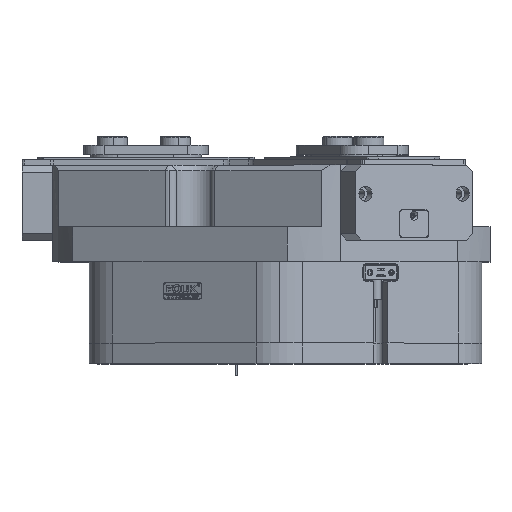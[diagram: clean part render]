
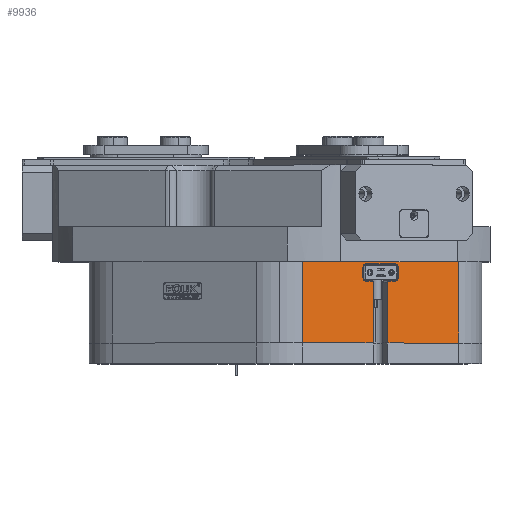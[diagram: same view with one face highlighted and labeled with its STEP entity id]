
A CAD part, top view. The second image highlights one B-rep face of the part: STEP entity #9936.
In plain terms, the highlighted planar face has unit normal (0.5, 0, 0.866).
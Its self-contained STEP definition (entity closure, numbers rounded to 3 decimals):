
#55 = CIRCLE ( 'NONE', #8056, 2.3 ) ;
#469 = ORIENTED_EDGE ( 'NONE', *, *, #46242, .T. ) ;
#917 = DIRECTION ( 'NONE',  ( 0.866, 0., -0.5 ) ) ;
#1652 = CARTESIAN_POINT ( 'NONE',  ( 60.175, 45.2, 129.226 ) ) ;
#2228 = CIRCLE ( 'NONE', #66301, 2.3 ) ;
#2353 = ORIENTED_EDGE ( 'NONE', *, *, #7175, .T. ) ;
#2662 = CARTESIAN_POINT ( 'NONE',  ( 58.183, 55.5, 130.376 ) ) ;
#2702 = CARTESIAN_POINT ( 'NONE',  ( 81.825, 45.2, 116.726 ) ) ;
#3017 = VECTOR ( 'NONE', #60337, 1000. ) ;
#3271 = LINE ( 'NONE', #41893, #25522 ) ;
#3279 = DIRECTION ( 'NONE',  ( 0.5, 0., 0.866 ) ) ;
#3814 = VERTEX_POINT ( 'NONE', #1652 ) ;
#4032 = ORIENTED_EDGE ( 'NONE', *, *, #31802, .T. ) ;
#4312 = VECTOR ( 'NONE', #54186, 1000. ) ;
#5349 = EDGE_CURVE ( 'NONE', #61914, #64889, #5935, .T. ) ;
#5935 = CIRCLE ( 'NONE', #44930, 2.3 ) ;
#6477 = DIRECTION ( 'NONE',  ( -0.866, 0., 0.5 ) ) ;
#6718 = DIRECTION ( 'NONE',  ( 0.866, 0., -0.5 ) ) ;
#6865 = DIRECTION ( 'NONE',  ( 0., 1., 0. ) ) ;
#7175 = EDGE_CURVE ( 'NONE', #11573, #34281, #33377, .T. ) ;
#7576 = PLANE ( 'NONE',  #18588 ) ;
#7692 = VECTOR ( 'NONE', #8779, 1000. ) ;
#8056 = AXIS2_PLACEMENT_3D ( 'NONE', #22717, #38916, #917 ) ;
#8777 = DIRECTION ( 'NONE',  ( -0.866, 0., 0.5 ) ) ;
#8779 = DIRECTION ( 'NONE',  ( 0., -1., 0. ) ) ;
#9008 = DIRECTION ( 'NONE',  ( 0.866, 0., -0.5 ) ) ;
#9355 = CARTESIAN_POINT ( 'NONE',  ( 14., 59.5, 155.885 ) ) ;
#9391 = DIRECTION ( 'NONE',  ( 0., 1., 0. ) ) ;
#9795 = DIRECTION ( 'NONE',  ( 0.866, 0., -0.5 ) ) ;
#9936 = ADVANCED_FACE ( 'NONE', ( #41551 ), #7576, .T. ) ;
#10256 = EDGE_CURVE ( 'NONE', #35073, #37603, #68071, .T. ) ;
#10963 = CARTESIAN_POINT ( 'NONE',  ( 14., 0., 155.885 ) ) ;
#11394 = ORIENTED_EDGE ( 'NONE', *, *, #41004, .T. ) ;
#11573 = VERTEX_POINT ( 'NONE', #30516 ) ;
#11864 = ORIENTED_EDGE ( 'NONE', *, *, #62859, .T. ) ;
#12006 = VECTOR ( 'NONE', #29400, 1000. ) ;
#14979 = CARTESIAN_POINT ( 'NONE',  ( 284., 0., 0. ) ) ;
#15570 = CIRCLE ( 'NONE', #33314, 0.7 ) ;
#15780 = EDGE_LOOP ( 'NONE', ( #70100, #37921, #44245, #4032, #11864, #31946, #62099, #15806, #469, #2353, #65218, #65722, #66133, #23922, #55411, #33689, #31128, #11394 ) ) ;
#15806 = ORIENTED_EDGE ( 'NONE', *, *, #18233, .T. ) ;
#15953 = VERTEX_POINT ( 'NONE', #52610 ) ;
#16631 = CARTESIAN_POINT ( 'NONE',  ( 83.817, 47.5, 115.576 ) ) ;
#17035 = CARTESIAN_POINT ( 'NONE',  ( 81.825, 57.8, 116.726 ) ) ;
#17170 = CARTESIAN_POINT ( 'NONE',  ( 58.183, 55.5, 130.376 ) ) ;
#17692 = CARTESIAN_POINT ( 'NONE',  ( 284., 0., 0. ) ) ;
#18233 = EDGE_CURVE ( 'NONE', #64889, #37350, #34290, .T. ) ;
#18588 = AXIS2_PLACEMENT_3D ( 'NONE', #62102, #57091, #24348 ) ;
#18767 = EDGE_CURVE ( 'NONE', #55475, #61914, #49670, .T. ) ;
#19419 = VECTOR ( 'NONE', #54637, 1000. ) ;
#21994 = DIRECTION ( 'NONE',  ( 0.866, 0., -0.5 ) ) ;
#22271 = LINE ( 'NONE', #68336, #7692 ) ;
#22392 = VECTOR ( 'NONE', #33668, 1000. ) ;
#22717 = CARTESIAN_POINT ( 'NONE',  ( 60.175, 47.5, 129.226 ) ) ;
#22738 = DIRECTION ( 'NONE',  ( 0., -1., 0. ) ) ;
#22893 = VERTEX_POINT ( 'NONE', #56198 ) ;
#23406 = VERTEX_POINT ( 'NONE', #68530 ) ;
#23922 = ORIENTED_EDGE ( 'NONE', *, *, #46475, .T. ) ;
#24348 = DIRECTION ( 'NONE',  ( 0.866, 0., -0.5 ) ) ;
#24496 = VERTEX_POINT ( 'NONE', #10963 ) ;
#24795 = LINE ( 'NONE', #39209, #64948 ) ;
#24829 = EDGE_CURVE ( 'NONE', #39295, #69687, #15570, .T. ) ;
#25522 = VECTOR ( 'NONE', #9391, 1000. ) ;
#25715 = VERTEX_POINT ( 'NONE', #60264 ) ;
#26091 = DIRECTION ( 'NONE',  ( 0.5, 0., 0.866 ) ) ;
#27332 = EDGE_CURVE ( 'NONE', #35073, #15953, #3271, .T. ) ;
#27360 = CARTESIAN_POINT ( 'NONE',  ( 284., 59.5, 0. ) ) ;
#27483 = CARTESIAN_POINT ( 'NONE',  ( 60.175, 55.5, 129.226 ) ) ;
#29165 = CARTESIAN_POINT ( 'NONE',  ( 65.544, 44.5, 126.126 ) ) ;
#29400 = DIRECTION ( 'NONE',  ( -0.866, 0., 0.5 ) ) ;
#29718 = CARTESIAN_POINT ( 'NONE',  ( 128., 0., 90.067 ) ) ;
#30013 = LINE ( 'NONE', #17692, #12006 ) ;
#30516 = CARTESIAN_POINT ( 'NONE',  ( 83.817, 55.5, 115.576 ) ) ;
#31128 = ORIENTED_EDGE ( 'NONE', *, *, #33500, .F. ) ;
#31386 = VERTEX_POINT ( 'NONE', #2702 ) ;
#31761 = VECTOR ( 'NONE', #6718, 1000. ) ;
#31802 = EDGE_CURVE ( 'NONE', #69687, #3814, #24795, .T. ) ;
#31946 = ORIENTED_EDGE ( 'NONE', *, *, #18767, .T. ) ;
#32416 = EDGE_CURVE ( 'NONE', #31386, #22893, #37469, .T. ) ;
#33314 = AXIS2_PLACEMENT_3D ( 'NONE', #63534, #3279, #9008 ) ;
#33377 = LINE ( 'NONE', #16631, #4312 ) ;
#33500 = EDGE_CURVE ( 'NONE', #47688, #15953, #37334, .T. ) ;
#33668 = DIRECTION ( 'NONE',  ( 0., 1., 0. ) ) ;
#33689 = ORIENTED_EDGE ( 'NONE', *, *, #27332, .T. ) ;
#34281 = VERTEX_POINT ( 'NONE', #53555 ) ;
#34290 = LINE ( 'NONE', #17035, #31761 ) ;
#35073 = VERTEX_POINT ( 'NONE', #29718 ) ;
#36046 = CARTESIAN_POINT ( 'NONE',  ( 60.175, 57.8, 129.226 ) ) ;
#36134 = CIRCLE ( 'NONE', #67052, 0.7 ) ;
#36798 = EDGE_CURVE ( 'NONE', #22893, #25715, #36134, .T. ) ;
#37334 = LINE ( 'NONE', #27360, #19419 ) ;
#37350 = VERTEX_POINT ( 'NONE', #48421 ) ;
#37469 = LINE ( 'NONE', #41742, #70040 ) ;
#37603 = VERTEX_POINT ( 'NONE', #39537 ) ;
#37921 = ORIENTED_EDGE ( 'NONE', *, *, #38576, .T. ) ;
#38576 = EDGE_CURVE ( 'NONE', #23406, #39295, #51506, .T. ) ;
#38916 = DIRECTION ( 'NONE',  ( -0.5, 0., -0.866 ) ) ;
#39150 = EDGE_CURVE ( 'NONE', #23406, #24496, #30013, .T. ) ;
#39209 = CARTESIAN_POINT ( 'NONE',  ( 60.175, 45.2, 129.226 ) ) ;
#39295 = VERTEX_POINT ( 'NONE', #62882 ) ;
#39537 = CARTESIAN_POINT ( 'NONE',  ( 76.456, 0., 119.826 ) ) ;
#40825 = AXIS2_PLACEMENT_3D ( 'NONE', #55463, #65954, #66420 ) ;
#40904 = EDGE_CURVE ( 'NONE', #34281, #31386, #2228, .T. ) ;
#41004 = EDGE_CURVE ( 'NONE', #47688, #24496, #70694, .T. ) ;
#41551 = FACE_OUTER_BOUND ( 'NONE', #15780, .T. ) ;
#41742 = CARTESIAN_POINT ( 'NONE',  ( 77.062, 45.2, 119.476 ) ) ;
#41893 = CARTESIAN_POINT ( 'NONE',  ( 128., 754.9, 90.067 ) ) ;
#43011 = CARTESIAN_POINT ( 'NONE',  ( 77.062, 44.5, 119.476 ) ) ;
#44245 = ORIENTED_EDGE ( 'NONE', *, *, #24829, .T. ) ;
#44930 = AXIS2_PLACEMENT_3D ( 'NONE', #27483, #59973, #21994 ) ;
#46242 = EDGE_CURVE ( 'NONE', #37350, #11573, #66775, .T. ) ;
#46475 = EDGE_CURVE ( 'NONE', #25715, #37603, #22271, .T. ) ;
#47688 = VERTEX_POINT ( 'NONE', #9355 ) ;
#48421 = CARTESIAN_POINT ( 'NONE',  ( 81.825, 57.8, 116.726 ) ) ;
#49670 = LINE ( 'NONE', #17170, #55677 ) ;
#51506 = LINE ( 'NONE', #29165, #22392 ) ;
#51783 = CARTESIAN_POINT ( 'NONE',  ( 58.183, 47.5, 130.376 ) ) ;
#52610 = CARTESIAN_POINT ( 'NONE',  ( 128., 59.5, 90.067 ) ) ;
#53555 = CARTESIAN_POINT ( 'NONE',  ( 83.817, 47.5, 115.576 ) ) ;
#54186 = DIRECTION ( 'NONE',  ( 0., -1., 0. ) ) ;
#54637 = DIRECTION ( 'NONE',  ( 0.866, 0., -0.5 ) ) ;
#55411 = ORIENTED_EDGE ( 'NONE', *, *, #10256, .F. ) ;
#55463 = CARTESIAN_POINT ( 'NONE',  ( 81.825, 55.5, 116.726 ) ) ;
#55475 = VERTEX_POINT ( 'NONE', #51783 ) ;
#55677 = VECTOR ( 'NONE', #6865, 1000. ) ;
#56198 = CARTESIAN_POINT ( 'NONE',  ( 77.062, 45.2, 119.476 ) ) ;
#57091 = DIRECTION ( 'NONE',  ( 0.5, 0., 0.866 ) ) ;
#59782 = CARTESIAN_POINT ( 'NONE',  ( 81.825, 47.5, 116.726 ) ) ;
#59973 = DIRECTION ( 'NONE',  ( -0.5, 0., -0.866 ) ) ;
#60264 = CARTESIAN_POINT ( 'NONE',  ( 76.456, 44.5, 119.826 ) ) ;
#60337 = DIRECTION ( 'NONE',  ( -0.866, 0., 0.5 ) ) ;
#61035 = CARTESIAN_POINT ( 'NONE',  ( 64.938, 45.2, 126.476 ) ) ;
#61914 = VERTEX_POINT ( 'NONE', #2662 ) ;
#62099 = ORIENTED_EDGE ( 'NONE', *, *, #5349, .T. ) ;
#62102 = CARTESIAN_POINT ( 'NONE',  ( 284., 754.9, 0. ) ) ;
#62859 = EDGE_CURVE ( 'NONE', #3814, #55475, #55, .T. ) ;
#62882 = CARTESIAN_POINT ( 'NONE',  ( 65.544, 44.5, 126.126 ) ) ;
#63534 = CARTESIAN_POINT ( 'NONE',  ( 64.938, 44.5, 126.476 ) ) ;
#64828 = DIRECTION ( 'NONE',  ( 0.866, 0., -0.5 ) ) ;
#64889 = VERTEX_POINT ( 'NONE', #36046 ) ;
#64948 = VECTOR ( 'NONE', #6477, 1000. ) ;
#65218 = ORIENTED_EDGE ( 'NONE', *, *, #40904, .T. ) ;
#65538 = VECTOR ( 'NONE', #22738, 1000. ) ;
#65722 = ORIENTED_EDGE ( 'NONE', *, *, #32416, .T. ) ;
#65764 = CARTESIAN_POINT ( 'NONE',  ( 14., 754.9, 155.885 ) ) ;
#65954 = DIRECTION ( 'NONE',  ( -0.5, 0., -0.866 ) ) ;
#66133 = ORIENTED_EDGE ( 'NONE', *, *, #36798, .T. ) ;
#66301 = AXIS2_PLACEMENT_3D ( 'NONE', #59782, #70328, #64828 ) ;
#66420 = DIRECTION ( 'NONE',  ( 0.866, 0., -0.5 ) ) ;
#66775 = CIRCLE ( 'NONE', #40825, 2.3 ) ;
#67052 = AXIS2_PLACEMENT_3D ( 'NONE', #43011, #26091, #9795 ) ;
#68071 = LINE ( 'NONE', #14979, #3017 ) ;
#68336 = CARTESIAN_POINT ( 'NONE',  ( 76.456, 0., 119.826 ) ) ;
#68530 = CARTESIAN_POINT ( 'NONE',  ( 65.544, 0., 126.126 ) ) ;
#69687 = VERTEX_POINT ( 'NONE', #61035 ) ;
#70040 = VECTOR ( 'NONE', #8777, 1000. ) ;
#70100 = ORIENTED_EDGE ( 'NONE', *, *, #39150, .F. ) ;
#70328 = DIRECTION ( 'NONE',  ( -0.5, 0., -0.866 ) ) ;
#70694 = LINE ( 'NONE', #65764, #65538 ) ;
